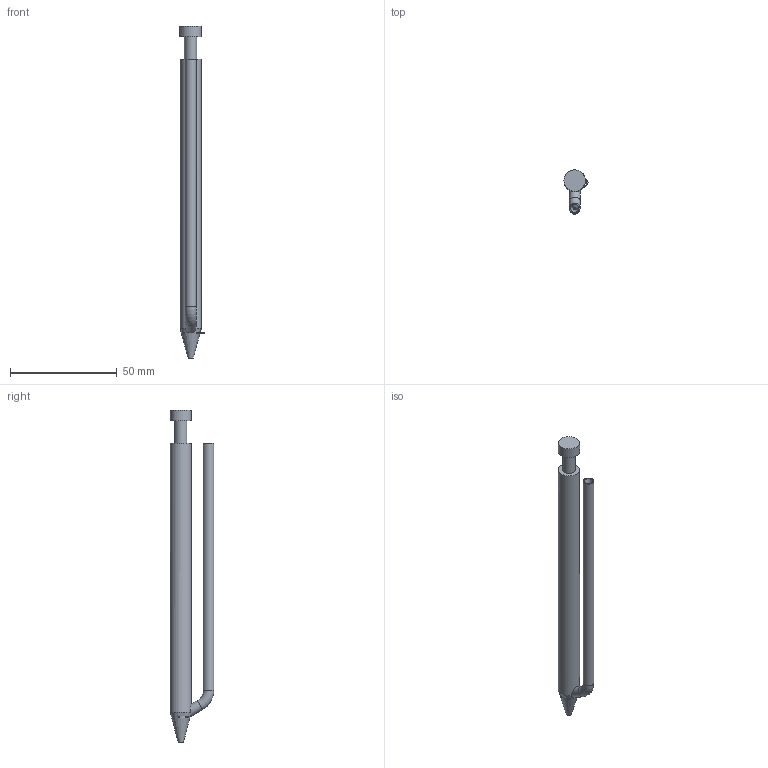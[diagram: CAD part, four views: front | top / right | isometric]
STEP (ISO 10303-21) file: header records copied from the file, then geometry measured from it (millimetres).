
FILE_DESCRIPTION(/* description */ (''),/* implementation_level */ '2;1');
FILE_NAME(/* name */ 'spender.stp',/* time_stamp */ '2015-09-01T15:06:04+02:00',/* author */ ('boenisch'),/* organization */ (''),/* preprocessor_version */ 'ST-DEVELOPER v15.6',/* originating_system */ 'Autodesk Inventor 2015',/* authorisation */ '');
FILE_SCHEMA (('AUTOMOTIVE_DESIGN { 1 0 10303 214 3 1 1 }'));
Length unit declared in the file: millimetre
Products named in the file (1): spender
Bounding box: 11.24 x 20.5 x 155.5 mm (x, y, z)
Volume: 12682.5 mm3; surface area: 12336.4 mm2
Topology: 97 solids, 97 shells, 145 faces, 394 edges, 263 vertices
Faces by surface type: sphere 101, plane 19, cylinder 18, torus 4, cone 2, bspline 1
Full cylindrical faces by diameter (mm): 0.485 x1, 1 x1, 1.2 x4, 4.5 x1, 5 x3, 5.8 x1, 6 x1, 10 x2
Entity records: 4829 total; most frequent: CARTESIAN_POINT 3328, DIRECTION 398, AXIS2_PLACEMENT_3D 195, ADVANCED_FACE 144, ORIENTED_EDGE 142, SPHERICAL_SURFACE 100, EDGE_LOOP 98, EDGE_CURVE 71
